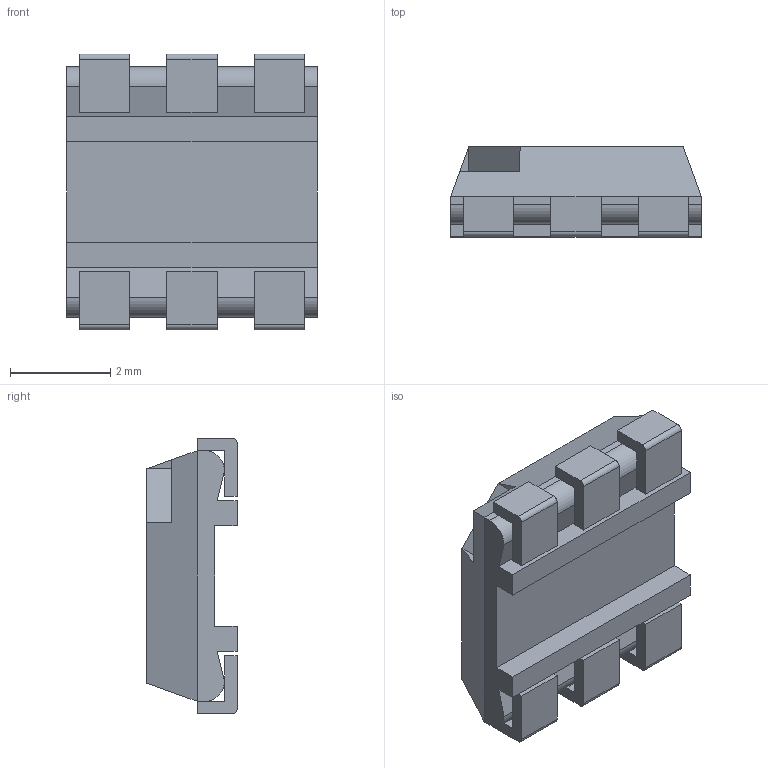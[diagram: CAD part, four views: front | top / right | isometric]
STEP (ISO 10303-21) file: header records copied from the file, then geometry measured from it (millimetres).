
FILE_DESCRIPTION (( 'STEP AP214' ), '1' );
FILE_NAME ('LED1.STEP', '2020-07-22T03:32:28', ( '' ), ( '' ), 'SwSTEP 2.0', 'SolidWorks 2017', '' );
FILE_SCHEMA (( 'AUTOMOTIVE_DESIGN' ));
Length unit declared in the file: millimetre
Products named in the file (1): LED1
Bounding box: 5 x 1.8 x 5.5 mm (x, y, z)
Volume: 35 mm3; surface area: 112.3 mm2
Topology: 7 solids, 7 shells, 86 faces, 202 edges, 132 vertices
Faces by surface type: plane 72, cylinder 12, torus 2
Entity records: 3079 total; most frequent: CARTESIAN_POINT 421, ORIENTED_EDGE 404, DIRECTION 404, EDGE_CURVE 202, LINE 174, VECTOR 174, VERTEX_POINT 132, AXIS2_PLACEMENT_3D 115
